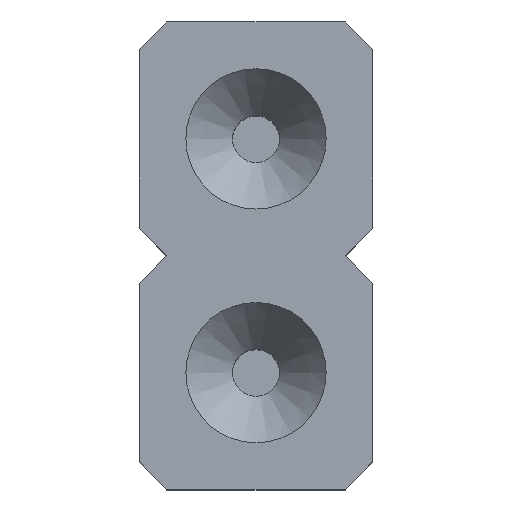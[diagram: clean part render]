
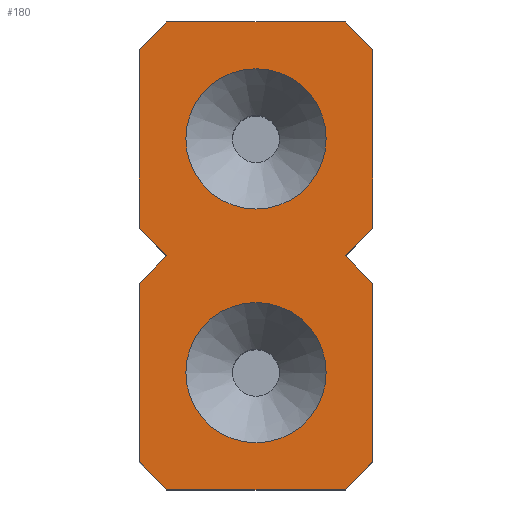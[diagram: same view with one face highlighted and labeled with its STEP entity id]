
A CAD part, top view. The second image highlights one B-rep face of the part: STEP entity #180.
In plain terms, the highlighted planar face has unit normal (0, 0, 1).
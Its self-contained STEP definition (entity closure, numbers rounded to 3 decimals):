
#13=DIRECTION('',(0.,0.,1.));
#24=VERTEX_POINT('',#25);
#25=CARTESIAN_POINT('',(-0.97,-3.81,4.2));
#28=ORIENTED_EDGE('',*,*,#29,.T.);
#29=EDGE_CURVE('',#24,#30,#32,.T.);
#30=VERTEX_POINT('',#31);
#31=CARTESIAN_POINT('',(-1.27,-3.51,4.2));
#32=LINE('',#25,#33);
#33=VECTOR('',#34,1.);
#34=DIRECTION('',(-0.707,0.707,0.));
#45=DIRECTION('',(-0.707,-0.707,0.));
#53=VERTEX_POINT('',#54);
#54=CARTESIAN_POINT('',(0.97,-3.81,4.2));
#56=ORIENTED_EDGE('',*,*,#57,.T.);
#57=EDGE_CURVE('',#53,#24,#58,.T.);
#58=LINE('',#54,#59);
#59=VECTOR('',#60,1.);
#60=DIRECTION('',(-1.,0.,0.));
#72=ORIENTED_EDGE('',*,*,#73,.T.);
#73=EDGE_CURVE('',#30,#74,#76,.T.);
#74=VERTEX_POINT('',#75);
#75=CARTESIAN_POINT('',(-1.27,-1.57,4.2));
#76=LINE('',#31,#77);
#77=VECTOR('',#78,1.);
#78=DIRECTION('',(0.,1.,0.));
#89=DIRECTION('',(-1.,0.,0.));
#100=VECTOR('',#101,1.);
#101=DIRECTION('',(0.707,0.707,0.));
#122=VECTOR('',#123,1.);
#123=DIRECTION('',(1.,0.,0.));
#129=VECTOR('',#130,1.);
#130=DIRECTION('',(0.707,-0.707,0.));
#136=VECTOR('',#137,1.);
#137=DIRECTION('',(0.,-1.,0.));
#143=VECTOR('',#45,1.);
#179=DIRECTION('',(-0.,-0.,-1.));
#180=ADVANCED_FACE('',(#181,#236,#249),#262,.F.);
#181=FACE_BOUND('',#182,.F.);
#182=EDGE_LOOP('',(#28,#72,#183,#188,#193,#198,#203,#208,#213,#218,#223,#228,#233,#56));
#183=ORIENTED_EDGE('',*,*,#184,.T.);
#184=EDGE_CURVE('',#74,#185,#187,.T.);
#185=VERTEX_POINT('',#186);
#186=CARTESIAN_POINT('',(-0.97,-1.27,4.2));
#187=LINE('',#75,#100);
#188=ORIENTED_EDGE('',*,*,#189,.T.);
#189=EDGE_CURVE('',#185,#190,#192,.T.);
#190=VERTEX_POINT('',#191);
#191=CARTESIAN_POINT('',(-1.27,-0.97,4.2));
#192=LINE('',#186,#33);
#193=ORIENTED_EDGE('',*,*,#194,.T.);
#194=EDGE_CURVE('',#190,#195,#197,.T.);
#195=VERTEX_POINT('',#196);
#196=CARTESIAN_POINT('',(-1.27,0.97,4.2));
#197=LINE('',#191,#77);
#198=ORIENTED_EDGE('',*,*,#199,.T.);
#199=EDGE_CURVE('',#195,#200,#202,.T.);
#200=VERTEX_POINT('',#201);
#201=CARTESIAN_POINT('',(-0.97,1.27,4.2));
#202=LINE('',#196,#100);
#203=ORIENTED_EDGE('',*,*,#204,.T.);
#204=EDGE_CURVE('',#200,#205,#207,.T.);
#205=VERTEX_POINT('',#206);
#206=CARTESIAN_POINT('',(0.97,1.27,4.2));
#207=LINE('',#201,#122);
#208=ORIENTED_EDGE('',*,*,#209,.T.);
#209=EDGE_CURVE('',#205,#210,#212,.T.);
#210=VERTEX_POINT('',#211);
#211=CARTESIAN_POINT('',(1.27,0.97,4.2));
#212=LINE('',#206,#129);
#213=ORIENTED_EDGE('',*,*,#214,.T.);
#214=EDGE_CURVE('',#210,#215,#217,.T.);
#215=VERTEX_POINT('',#216);
#216=CARTESIAN_POINT('',(1.27,-0.97,4.2));
#217=LINE('',#211,#136);
#218=ORIENTED_EDGE('',*,*,#219,.T.);
#219=EDGE_CURVE('',#215,#220,#222,.T.);
#220=VERTEX_POINT('',#221);
#221=CARTESIAN_POINT('',(0.97,-1.27,4.2));
#222=LINE('',#216,#143);
#223=ORIENTED_EDGE('',*,*,#224,.T.);
#224=EDGE_CURVE('',#220,#225,#227,.T.);
#225=VERTEX_POINT('',#226);
#226=CARTESIAN_POINT('',(1.27,-1.57,4.2));
#227=LINE('',#221,#129);
#228=ORIENTED_EDGE('',*,*,#229,.T.);
#229=EDGE_CURVE('',#225,#230,#232,.T.);
#230=VERTEX_POINT('',#231);
#231=CARTESIAN_POINT('',(1.27,-3.51,4.2));
#232=LINE('',#226,#136);
#233=ORIENTED_EDGE('',*,*,#234,.T.);
#234=EDGE_CURVE('',#230,#53,#235,.T.);
#235=LINE('',#231,#143);
#236=FACE_BOUND('',#237,.F.);
#237=EDGE_LOOP('',(#238,#247));
#238=ORIENTED_EDGE('',*,*,#239,.T.);
#239=EDGE_CURVE('',#240,#242,#244,.T.);
#240=VERTEX_POINT('',#241);
#241=CARTESIAN_POINT('',(0.762,-2.54,4.2));
#242=VERTEX_POINT('',#243);
#243=CARTESIAN_POINT('',(-0.762,-2.54,4.2));
#244=CIRCLE('',#245,0.762);
#245=AXIS2_PLACEMENT_3D('',#246,#13,#123);
#246=CARTESIAN_POINT('',(0.,-2.54,4.2));
#247=ORIENTED_EDGE('',*,*,#248,.T.);
#248=EDGE_CURVE('',#242,#240,#244,.T.);
#249=FACE_BOUND('',#250,.F.);
#250=EDGE_LOOP('',(#251,#260));
#251=ORIENTED_EDGE('',*,*,#252,.T.);
#252=EDGE_CURVE('',#253,#255,#257,.T.);
#253=VERTEX_POINT('',#254);
#254=CARTESIAN_POINT('',(0.762,0.,4.2));
#255=VERTEX_POINT('',#256);
#256=CARTESIAN_POINT('',(-0.762,0.,4.2));
#257=CIRCLE('',#258,0.762);
#258=AXIS2_PLACEMENT_3D('',#259,#13,#123);
#259=CARTESIAN_POINT('',(0.,0.,4.2));
#260=ORIENTED_EDGE('',*,*,#261,.T.);
#261=EDGE_CURVE('',#255,#253,#257,.T.);
#262=PLANE('',#263);
#263=AXIS2_PLACEMENT_3D('',#264,#179,#89);
#264=CARTESIAN_POINT('',(0.,-1.27,4.2));
